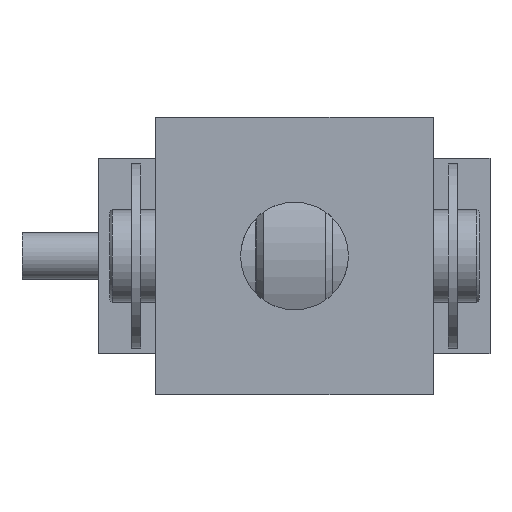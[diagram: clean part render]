
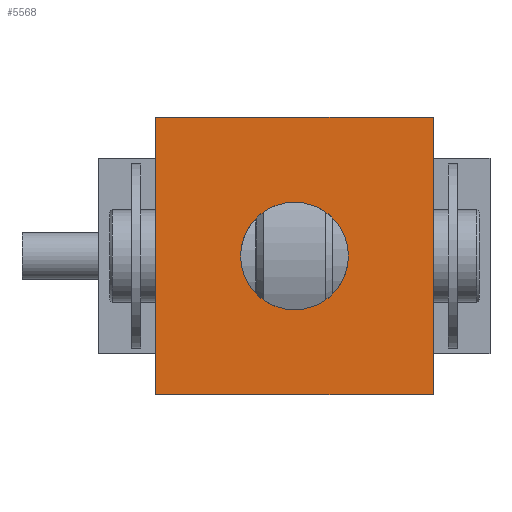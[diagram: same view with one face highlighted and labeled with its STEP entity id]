
A CAD part, front view. The second image highlights one B-rep face of the part: STEP entity #5568.
In plain terms, the highlighted face is planar.
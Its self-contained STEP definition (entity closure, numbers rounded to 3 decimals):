
#40 = ORIENTED_EDGE ( 'NONE', *, *, #3010, .F. ) ;
#134 = VERTEX_POINT ( 'NONE', #3206 ) ;
#140 = VECTOR ( 'NONE', #4915, 1000. ) ;
#200 = VERTEX_POINT ( 'NONE', #288 ) ;
#259 = CARTESIAN_POINT ( 'NONE',  ( -18., 0., -18. ) ) ;
#281 = VERTEX_POINT ( 'NONE', #5215 ) ;
#288 = CARTESIAN_POINT ( 'NONE',  ( 18., 0., 18. ) ) ;
#339 = ORIENTED_EDGE ( 'NONE', *, *, #5086, .T. ) ;
#368 = VERTEX_POINT ( 'NONE', #5194 ) ;
#446 = LINE ( 'NONE', #1269, #140 ) ;
#448 = CARTESIAN_POINT ( 'NONE',  ( 18., 0., -18. ) ) ;
#560 = VECTOR ( 'NONE', #1470, 1000. ) ;
#613 = CARTESIAN_POINT ( 'NONE',  ( 0., 0., 0. ) ) ;
#775 = CIRCLE ( 'NONE', #2034, 7. ) ;
#816 = EDGE_CURVE ( 'NONE', #134, #4546, #5554, .T. ) ;
#1163 = DIRECTION ( 'NONE',  ( 0., 0., 1. ) ) ;
#1269 = CARTESIAN_POINT ( 'NONE',  ( 18., 0., -18. ) ) ;
#1333 = EDGE_CURVE ( 'NONE', #368, #281, #1555, .T. ) ;
#1417 = ORIENTED_EDGE ( 'NONE', *, *, #3049, .F. ) ;
#1420 = FACE_OUTER_BOUND ( 'NONE', #3314, .T. ) ;
#1470 = DIRECTION ( 'NONE',  ( -1., 0., 0. ) ) ;
#1555 = LINE ( 'NONE', #3844, #4044 ) ;
#1838 = ORIENTED_EDGE ( 'NONE', *, *, #1333, .T. ) ;
#2034 = AXIS2_PLACEMENT_3D ( 'NONE', #4730, #5628, #4316 ) ;
#2326 = DIRECTION ( 'NONE',  ( 0., 0., 1. ) ) ;
#2384 = AXIS2_PLACEMENT_3D ( 'NONE', #613, #3231, #2326 ) ;
#2458 = AXIS2_PLACEMENT_3D ( 'NONE', #448, #4803, #2618 ) ;
#2486 = VECTOR ( 'NONE', #1163, 1000. ) ;
#2618 = DIRECTION ( 'NONE',  ( 0., 0., -1. ) ) ;
#2881 = VERTEX_POINT ( 'NONE', #5197 ) ;
#2948 = CARTESIAN_POINT ( 'NONE',  ( 0., 0., -7. ) ) ;
#3010 = EDGE_CURVE ( 'NONE', #4546, #134, #775, .T. ) ;
#3049 = EDGE_CURVE ( 'NONE', #368, #200, #446, .T. ) ;
#3067 = LINE ( 'NONE', #3682, #560 ) ;
#3074 = ORIENTED_EDGE ( 'NONE', *, *, #3553, .F. ) ;
#3206 = CARTESIAN_POINT ( 'NONE',  ( 0., 0., 7. ) ) ;
#3231 = DIRECTION ( 'NONE',  ( 0., 1., 0. ) ) ;
#3314 = EDGE_LOOP ( 'NONE', ( #339, #3074, #1417, #1838 ) ) ;
#3553 = EDGE_CURVE ( 'NONE', #200, #2881, #3067, .T. ) ;
#3682 = CARTESIAN_POINT ( 'NONE',  ( 18., 0., 18. ) ) ;
#3772 = EDGE_LOOP ( 'NONE', ( #4681, #40 ) ) ;
#3844 = CARTESIAN_POINT ( 'NONE',  ( 18., 0., -18. ) ) ;
#4044 = VECTOR ( 'NONE', #4206, 1000. ) ;
#4206 = DIRECTION ( 'NONE',  ( -1., 0., 0. ) ) ;
#4316 = DIRECTION ( 'NONE',  ( 0., 0., 1. ) ) ;
#4523 = LINE ( 'NONE', #259, #2486 ) ;
#4546 = VERTEX_POINT ( 'NONE', #2948 ) ;
#4681 = ORIENTED_EDGE ( 'NONE', *, *, #816, .F. ) ;
#4730 = CARTESIAN_POINT ( 'NONE',  ( 0., 0., 0. ) ) ;
#4803 = DIRECTION ( 'NONE',  ( 0., -1., 0. ) ) ;
#4862 = FACE_BOUND ( 'NONE', #3772, .T. ) ;
#4915 = DIRECTION ( 'NONE',  ( 0., 0., 1. ) ) ;
#5086 = EDGE_CURVE ( 'NONE', #281, #2881, #4523, .T. ) ;
#5194 = CARTESIAN_POINT ( 'NONE',  ( 18., 0., -18. ) ) ;
#5197 = CARTESIAN_POINT ( 'NONE',  ( -18., 0., 18. ) ) ;
#5215 = CARTESIAN_POINT ( 'NONE',  ( -18., 0., -18. ) ) ;
#5226 = PLANE ( 'NONE',  #2458 ) ;
#5554 = CIRCLE ( 'NONE', #2384, 7. ) ;
#5568 = ADVANCED_FACE ( 'NONE', ( #4862, #1420 ), #5226, .F. ) ;
#5628 = DIRECTION ( 'NONE',  ( 0., 1., 0. ) ) ;
